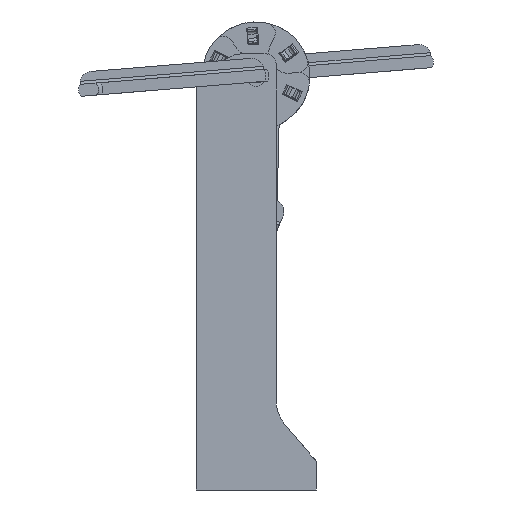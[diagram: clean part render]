
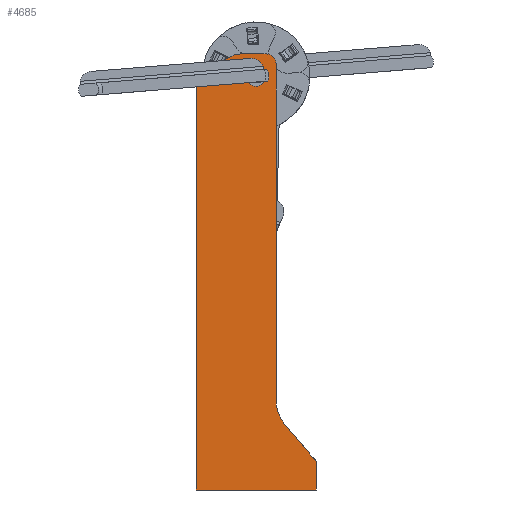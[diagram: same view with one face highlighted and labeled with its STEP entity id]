
A CAD part, left-side view. The second image highlights one B-rep face of the part: STEP entity #4685.
In plain terms, the highlighted planar face has unit normal (-1, 0, 0).
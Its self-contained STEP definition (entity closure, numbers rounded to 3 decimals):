
#180=FACE_BOUND('',#686,.T.);
#237=PLANE('',#5087);
#403=FACE_OUTER_BOUND('',#685,.T.);
#685=EDGE_LOOP('',(#3394,#3395,#3396,#3397,#3398,#3399,#3400,#3401,#3402,
#3403,#3404));
#686=EDGE_LOOP('',(#3405));
#939=LINE('',#7025,#1396);
#947=LINE('',#7051,#1404);
#987=LINE('',#7194,#1444);
#993=LINE('',#7208,#1450);
#997=LINE('',#7220,#1454);
#999=LINE('',#7226,#1456);
#1001=LINE('',#7236,#1458);
#1396=VECTOR('',#5540,10.);
#1404=VECTOR('',#5566,10.);
#1444=VECTOR('',#5702,10.);
#1450=VECTOR('',#5716,10.);
#1454=VECTOR('',#5732,10.);
#1456=VECTOR('',#5740,10.);
#1458=VECTOR('',#5758,10.);
#1848=CIRCLE('',#5006,5.);
#1852=CIRCLE('',#5014,20.);
#1864=CIRCLE('',#5036,5.2);
#1883=CIRCLE('',#5068,10.);
#1885=CIRCLE('',#5077,10.);
#2049=VERTEX_POINT('',#7010);
#2050=VERTEX_POINT('',#7012);
#2054=VERTEX_POINT('',#7024);
#2058=VERTEX_POINT('',#7036);
#2063=VERTEX_POINT('',#7050);
#2087=VERTEX_POINT('',#7110);
#2118=VERTEX_POINT('',#7193);
#2120=VERTEX_POINT('',#7200);
#2121=VERTEX_POINT('',#7201);
#2122=VERTEX_POINT('',#7206);
#2124=VERTEX_POINT('',#7218);
#2125=VERTEX_POINT('',#7222);
#2489=EDGE_CURVE('',#2050,#2049,#1848,.T.);
#2495=EDGE_CURVE('',#2054,#2050,#939,.T.);
#2501=EDGE_CURVE('',#2058,#2054,#1852,.T.);
#2508=EDGE_CURVE('',#2063,#2058,#947,.T.);
#2538=EDGE_CURVE('',#2087,#2087,#1864,.T.);
#2580=EDGE_CURVE('',#2063,#2118,#987,.T.);
#2584=EDGE_CURVE('',#2120,#2121,#1883,.T.);
#2588=EDGE_CURVE('',#2122,#2120,#993,.T.);
#2595=EDGE_CURVE('',#2049,#2124,#997,.T.);
#2597=EDGE_CURVE('',#2125,#2124,#1885,.T.);
#2598=EDGE_CURVE('',#2121,#2125,#999,.T.);
#2602=EDGE_CURVE('',#2118,#2122,#1001,.T.);
#3394=ORIENTED_EDGE('',*,*,#2489,.T.);
#3395=ORIENTED_EDGE('',*,*,#2595,.T.);
#3396=ORIENTED_EDGE('',*,*,#2597,.F.);
#3397=ORIENTED_EDGE('',*,*,#2598,.F.);
#3398=ORIENTED_EDGE('',*,*,#2584,.F.);
#3399=ORIENTED_EDGE('',*,*,#2588,.F.);
#3400=ORIENTED_EDGE('',*,*,#2602,.F.);
#3401=ORIENTED_EDGE('',*,*,#2580,.F.);
#3402=ORIENTED_EDGE('',*,*,#2508,.T.);
#3403=ORIENTED_EDGE('',*,*,#2501,.T.);
#3404=ORIENTED_EDGE('',*,*,#2495,.T.);
#3405=ORIENTED_EDGE('',*,*,#2538,.T.);
#4685=ADVANCED_FACE('',(#403,#180),#237,.F.);
#5006=AXIS2_PLACEMENT_3D('',#7013,#5529,#5530);
#5014=AXIS2_PLACEMENT_3D('',#7037,#5553,#5554);
#5036=AXIS2_PLACEMENT_3D('',#7111,#5620,#5621);
#5068=AXIS2_PLACEMENT_3D('',#7202,#5709,#5710);
#5077=AXIS2_PLACEMENT_3D('',#7224,#5736,#5737);
#5087=AXIS2_PLACEMENT_3D('',#7237,#5759,#5760);
#5529=DIRECTION('center_axis',(-1.,0.,0.));
#5530=DIRECTION('ref_axis',(0.,-1.,0.));
#5540=DIRECTION('',(0.,0.,1.));
#5553=DIRECTION('center_axis',(1.,0.,0.));
#5554=DIRECTION('ref_axis',(0.,1.,0.));
#5566=DIRECTION('',(0.,0.649,0.761));
#5620=DIRECTION('center_axis',(1.,0.,0.));
#5621=DIRECTION('ref_axis',(0.,-1.,0.));
#5702=DIRECTION('',(0.,0.,-1.));
#5709=DIRECTION('center_axis',(1.,0.,0.));
#5710=DIRECTION('ref_axis',(0.,0.851,0.526));
#5716=DIRECTION('',(0.,0.,1.));
#5732=DIRECTION('',(0.,1.,0.));
#5736=DIRECTION('center_axis',(1.,0.,0.));
#5737=DIRECTION('ref_axis',(0.,0.23,0.973));
#5740=DIRECTION('',(0.,-0.894,0.447));
#5758=DIRECTION('',(0.,1.,0.));
#5759=DIRECTION('center_axis',(1.,0.,0.));
#5760=DIRECTION('ref_axis',(0.,0.378,-0.926));
#7010=CARTESIAN_POINT('',(4.,-5.,11.));
#7012=CARTESIAN_POINT('',(4.,-10.,6.));
#7013=CARTESIAN_POINT('Origin',(4.,-5.,6.));
#7024=CARTESIAN_POINT('',(4.,-10.,-161.749));
#7025=CARTESIAN_POINT('',(4.,-10.,-132.162));
#7036=CARTESIAN_POINT('',(4.,-14.785,-174.73));
#7037=CARTESIAN_POINT('Origin',(4.,-30.,-161.749));
#7050=CARTESIAN_POINT('',(4.,-30.,-192.563));
#7051=CARTESIAN_POINT('',(4.,-0.029,-157.435));
#7110=CARTESIAN_POINT('',(4.,5.2,0.));
#7111=CARTESIAN_POINT('Origin',(4.,0.,
0.));
#7193=CARTESIAN_POINT('',(4.,-30.,-207.));
#7194=CARTESIAN_POINT('',(4.,-30.,11.));
#7200=CARTESIAN_POINT('',(4.,30.,-5.18));
#7201=CARTESIAN_POINT('',(4.,24.472,3.764));
#7202=CARTESIAN_POINT('Origin',(4.,20.,-5.18));
#7206=CARTESIAN_POINT('',(4.,30.,-207.));
#7208=CARTESIAN_POINT('',(4.,30.,11.));
#7218=CARTESIAN_POINT('',(4.,7.639,11.));
#7220=CARTESIAN_POINT('',(4.,0.,11.));
#7222=CARTESIAN_POINT('',(4.,12.111,9.944));
#7224=CARTESIAN_POINT('Origin',(4.,7.639,1.));
#7226=CARTESIAN_POINT('',(4.,36.441,-2.221));
#7236=CARTESIAN_POINT('',(4.,0.,-207.));
#7237=CARTESIAN_POINT('Origin',(4.,6.815,-102.575));
